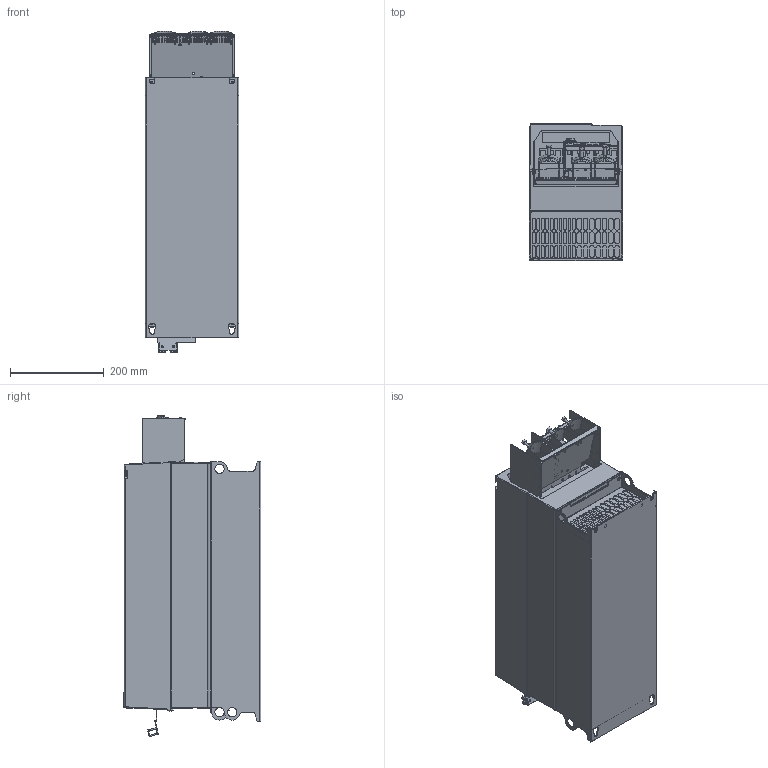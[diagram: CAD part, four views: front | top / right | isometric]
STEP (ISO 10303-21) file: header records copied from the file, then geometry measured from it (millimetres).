
FILE_DESCRIPTION((''),'2;1');
FILE_NAME('FA06_SOLID_SW0003','2020-12-14T10:18:08',('ett15986'),(''),'CREO PARAMETRIC BY PTC INC, 2017260','CREO PARAMETRIC BY PTC INC, 2017260','');
FILE_SCHEMA(('AUTOMOTIVE_DESIGN { 1 0 10303 214 1 1 1 1 }'));
Products named in the file (1): FA06_SOLID_SW0003
Bounding box: 200 x 294 x 687.25 mm (x, y, z)
Volume: 28575048.7 mm3; surface area: 918140.7 mm2
Topology: 1 solids, 1 shells, 2495 faces, 6596 edges, 4229 vertices
Faces by surface type: plane 1614, cylinder 667, extrusion 110, bspline 78, torus 14, cone 12
Entity records: 101150 total; most frequent: CARTESIAN_POINT 27006, ORIENTED_EDGE 13188, DIRECTION 11910, EDGE_CURVE 6594, VECTOR 4920, LINE 4810, VERTEX_POINT 4229, AXIS2_PLACEMENT_3D 3495
